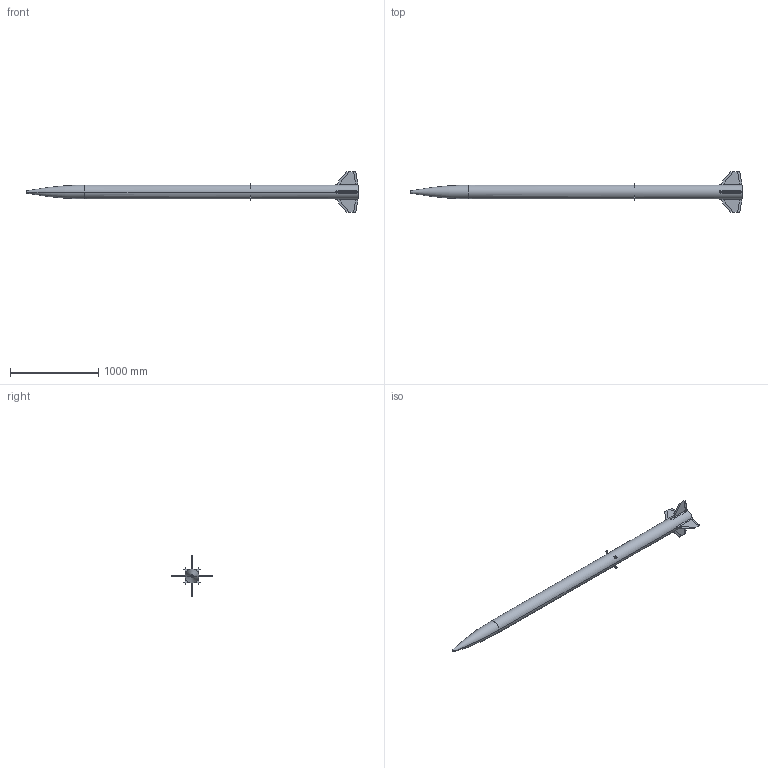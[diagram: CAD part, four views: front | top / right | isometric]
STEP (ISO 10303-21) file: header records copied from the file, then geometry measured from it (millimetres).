
FILE_DESCRIPTION (( 'STEP AP203' ), '1' );
FILE_NAME ('rocket.STEP', '2024-09-30T16:22:07', ( '' ), ( '' ), 'SwSTEP 2.0', 'SolidWorks 2023', '' );
FILE_SCHEMA (( 'CONFIG_CONTROL_DESIGN' ));
Length unit declared in the file: inch
Products named in the file (1): rocket
Bounding box: 3759.2 x 461.52 x 461.52 mm (x, y, z)
Volume: 67505266.2 mm3; surface area: 1995950.6 mm2
Topology: 1 solids, 1 shells, 95 faces, 258 edges, 169 vertices
Faces by surface type: plane 61, bspline 16, cylinder 14, torus 2, sphere 2
Entity records: 3765 total; most frequent: CARTESIAN_POINT 1557, ORIENTED_EDGE 516, DIRECTION 358, EDGE_CURVE 258, VERTEX_POINT 169, LINE 126, VECTOR 126, AXIS2_PLACEMENT_3D 116
